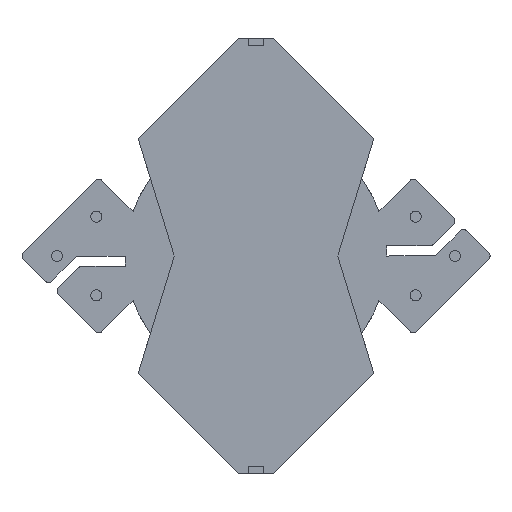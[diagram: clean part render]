
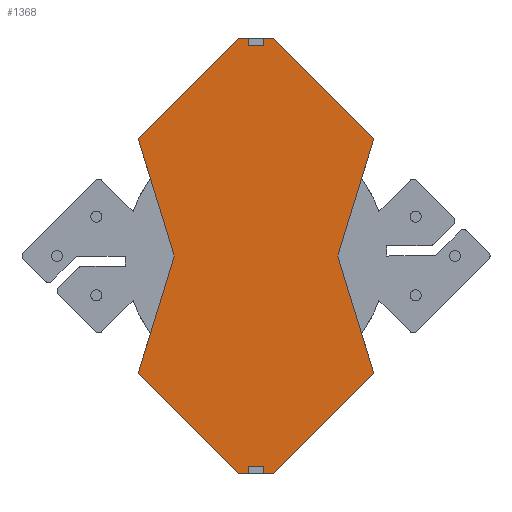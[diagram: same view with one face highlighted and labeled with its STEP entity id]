
A CAD part, front view. The second image highlights one B-rep face of the part: STEP entity #1368.
In plain terms, the highlighted planar face has unit normal (0, -1, 0).
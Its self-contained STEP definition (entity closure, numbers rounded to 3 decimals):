
#1=DIRECTION('',(0.,0.,-1.));
#2=VECTOR('',#1,0.33);
#3=CARTESIAN_POINT('',(-0.35,0.,10.));
#4=LINE('',#3,#2);
#5=DIRECTION('',(1.,0.,0.));
#6=VECTOR('',#5,0.7);
#7=CARTESIAN_POINT('',(-0.35,0.,9.67));
#8=LINE('',#7,#6);
#9=DIRECTION('',(0.,0.,-1.));
#10=VECTOR('',#9,0.33);
#11=CARTESIAN_POINT('',(0.35,0.,10.));
#12=LINE('',#11,#10);
#13=DIRECTION('',(1.,0.,0.));
#14=VECTOR('',#13,0.469);
#15=CARTESIAN_POINT('',(0.35,0.,10.));
#16=LINE('',#15,#14);
#17=DIRECTION('',(0.707,0.,-0.707));
#18=VECTOR('',#17,6.492);
#19=CARTESIAN_POINT('',(0.819,0.,10.));
#20=LINE('',#19,#18);
#21=DIRECTION('',(-0.293,0.,-0.956));
#22=VECTOR('',#21,5.658);
#23=CARTESIAN_POINT('',(5.409,0.,5.409));
#24=LINE('',#23,#22);
#25=DIRECTION('',(0.293,0.,-0.956));
#26=VECTOR('',#25,5.658);
#27=CARTESIAN_POINT('',(3.753,0.,0.));
#28=LINE('',#27,#26);
#29=DIRECTION('',(-0.707,0.,-0.707));
#30=VECTOR('',#29,6.492);
#31=CARTESIAN_POINT('',(5.409,0.,-5.409));
#32=LINE('',#31,#30);
#33=DIRECTION('',(-1.,0.,0.));
#34=VECTOR('',#33,0.469);
#35=CARTESIAN_POINT('',(0.819,0.,-10.));
#36=LINE('',#35,#34);
#37=DIRECTION('',(0.,0.,1.));
#38=VECTOR('',#37,0.33);
#39=CARTESIAN_POINT('',(0.35,0.,-10.));
#40=LINE('',#39,#38);
#41=DIRECTION('',(-1.,0.,0.));
#42=VECTOR('',#41,0.7);
#43=CARTESIAN_POINT('',(0.35,0.,-9.67));
#44=LINE('',#43,#42);
#45=DIRECTION('',(0.,0.,1.));
#46=VECTOR('',#45,0.33);
#47=CARTESIAN_POINT('',(-0.35,0.,-10.));
#48=LINE('',#47,#46);
#49=DIRECTION('',(-1.,0.,0.));
#50=VECTOR('',#49,0.469);
#51=CARTESIAN_POINT('',(-0.35,0.,-10.));
#52=LINE('',#51,#50);
#53=DIRECTION('',(-0.707,0.,0.707));
#54=VECTOR('',#53,6.492);
#55=CARTESIAN_POINT('',(-0.819,0.,-10.));
#56=LINE('',#55,#54);
#57=DIRECTION('',(0.293,0.,0.956));
#58=VECTOR('',#57,5.658);
#59=CARTESIAN_POINT('',(-5.409,0.,-5.409));
#60=LINE('',#59,#58);
#61=DIRECTION('',(-0.293,0.,0.956));
#62=VECTOR('',#61,5.658);
#63=CARTESIAN_POINT('',(-3.753,0.,0.));
#64=LINE('',#63,#62);
#65=DIRECTION('',(0.707,0.,0.707));
#66=VECTOR('',#65,6.492);
#67=CARTESIAN_POINT('',(-5.409,0.,5.409));
#68=LINE('',#67,#66);
#69=DIRECTION('',(1.,0.,0.));
#70=VECTOR('',#69,0.469);
#71=CARTESIAN_POINT('',(-0.819,0.,10.));
#72=LINE('',#71,#70);
#1013=CARTESIAN_POINT('',(-5.409,0.,-5.409));
#1014=CARTESIAN_POINT('',(-3.753,0.,0.));
#1015=VERTEX_POINT('',#1013);
#1016=VERTEX_POINT('',#1014);
#1017=CARTESIAN_POINT('',(-5.409,0.,5.409));
#1018=VERTEX_POINT('',#1017);
#1019=CARTESIAN_POINT('',(-0.819,0.,10.));
#1020=VERTEX_POINT('',#1019);
#1021=CARTESIAN_POINT('',(0.819,0.,10.));
#1022=CARTESIAN_POINT('',(5.409,0.,5.409));
#1023=VERTEX_POINT('',#1021);
#1024=VERTEX_POINT('',#1022);
#1025=CARTESIAN_POINT('',(3.753,0.,0.));
#1026=VERTEX_POINT('',#1025);
#1027=CARTESIAN_POINT('',(5.409,0.,-5.409));
#1028=VERTEX_POINT('',#1027);
#1029=CARTESIAN_POINT('',(0.819,0.,-10.));
#1030=VERTEX_POINT('',#1029);
#1031=CARTESIAN_POINT('',(-0.819,0.,-10.));
#1032=VERTEX_POINT('',#1031);
#1141=CARTESIAN_POINT('',(-0.35,0.,10.));
#1142=CARTESIAN_POINT('',(-0.35,0.,9.67));
#1143=VERTEX_POINT('',#1141);
#1144=VERTEX_POINT('',#1142);
#1145=CARTESIAN_POINT('',(0.35,0.,9.67));
#1146=VERTEX_POINT('',#1145);
#1147=CARTESIAN_POINT('',(0.35,0.,10.));
#1148=VERTEX_POINT('',#1147);
#1149=CARTESIAN_POINT('',(0.35,0.,-10.));
#1150=CARTESIAN_POINT('',(0.35,0.,-9.67));
#1151=VERTEX_POINT('',#1149);
#1152=VERTEX_POINT('',#1150);
#1153=CARTESIAN_POINT('',(-0.35,0.,-9.67));
#1154=VERTEX_POINT('',#1153);
#1155=CARTESIAN_POINT('',(-0.35,0.,-10.));
#1156=VERTEX_POINT('',#1155);
#1325=CARTESIAN_POINT('',(0.,0.,0.));
#1326=DIRECTION('',(0.,1.,0.));
#1327=DIRECTION('',(1.,0.,0.));
#1328=AXIS2_PLACEMENT_3D('',#1325,#1326,#1327);
#1329=PLANE('',#1328);
#1331=ORIENTED_EDGE('',*,*,#1330,.T.);
#1333=ORIENTED_EDGE('',*,*,#1332,.T.);
#1335=ORIENTED_EDGE('',*,*,#1334,.F.);
#1337=ORIENTED_EDGE('',*,*,#1336,.T.);
#1339=ORIENTED_EDGE('',*,*,#1338,.T.);
#1341=ORIENTED_EDGE('',*,*,#1340,.T.);
#1343=ORIENTED_EDGE('',*,*,#1342,.T.);
#1345=ORIENTED_EDGE('',*,*,#1344,.T.);
#1347=ORIENTED_EDGE('',*,*,#1346,.T.);
#1349=ORIENTED_EDGE('',*,*,#1348,.T.);
#1351=ORIENTED_EDGE('',*,*,#1350,.T.);
#1353=ORIENTED_EDGE('',*,*,#1352,.F.);
#1355=ORIENTED_EDGE('',*,*,#1354,.T.);
#1357=ORIENTED_EDGE('',*,*,#1356,.T.);
#1359=ORIENTED_EDGE('',*,*,#1358,.T.);
#1361=ORIENTED_EDGE('',*,*,#1360,.T.);
#1363=ORIENTED_EDGE('',*,*,#1362,.T.);
#1365=ORIENTED_EDGE('',*,*,#1364,.T.);
#1366=EDGE_LOOP('',(#1331,#1333,#1335,#1337,#1339,#1341,#1343,#1345,#1347,#1349,
#1351,#1353,#1355,#1357,#1359,#1361,#1363,#1365));
#1367=FACE_OUTER_BOUND('',#1366,.F.);
#1330=EDGE_CURVE('',#1143,#1144,#4,.T.);
#1332=EDGE_CURVE('',#1144,#1146,#8,.T.);
#1334=EDGE_CURVE('',#1148,#1146,#12,.T.);
#1336=EDGE_CURVE('',#1148,#1023,#16,.T.);
#1338=EDGE_CURVE('',#1023,#1024,#20,.T.);
#1340=EDGE_CURVE('',#1024,#1026,#24,.T.);
#1342=EDGE_CURVE('',#1026,#1028,#28,.T.);
#1344=EDGE_CURVE('',#1028,#1030,#32,.T.);
#1346=EDGE_CURVE('',#1030,#1151,#36,.T.);
#1348=EDGE_CURVE('',#1151,#1152,#40,.T.);
#1350=EDGE_CURVE('',#1152,#1154,#44,.T.);
#1352=EDGE_CURVE('',#1156,#1154,#48,.T.);
#1354=EDGE_CURVE('',#1156,#1032,#52,.T.);
#1356=EDGE_CURVE('',#1032,#1015,#56,.T.);
#1358=EDGE_CURVE('',#1015,#1016,#60,.T.);
#1360=EDGE_CURVE('',#1016,#1018,#64,.T.);
#1362=EDGE_CURVE('',#1018,#1020,#68,.T.);
#1364=EDGE_CURVE('',#1020,#1143,#72,.T.);
#1368=ADVANCED_FACE('',(#1367),#1329,.F.);
